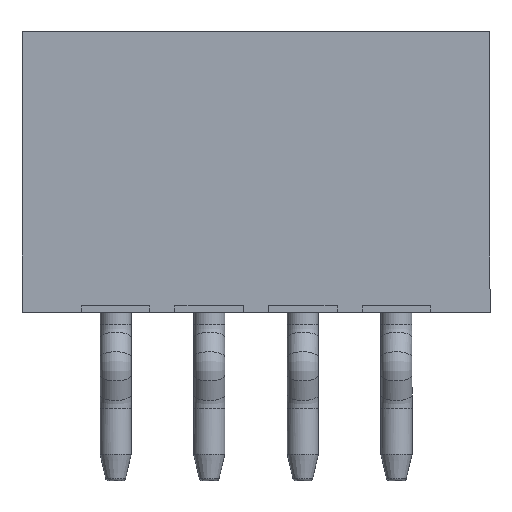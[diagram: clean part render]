
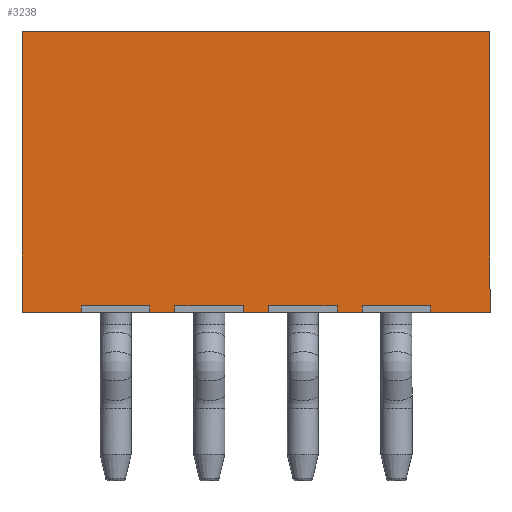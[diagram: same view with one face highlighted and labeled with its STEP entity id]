
A CAD part, front view. The second image highlights one B-rep face of the part: STEP entity #3238.
In plain terms, the highlighted face is planar.
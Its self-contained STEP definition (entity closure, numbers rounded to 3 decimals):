
#560=ORIENTED_EDGE('',*,*,#1075,.T.);
#561=ORIENTED_EDGE('',*,*,#877,.T.);
#562=ORIENTED_EDGE('',*,*,#875,.T.);
#563=ORIENTED_EDGE('',*,*,#872,.T.);
#564=ORIENTED_EDGE('',*,*,#1076,.T.);
#565=ORIENTED_EDGE('',*,*,#899,.T.);
#566=ORIENTED_EDGE('',*,*,#897,.T.);
#567=ORIENTED_EDGE('',*,*,#894,.T.);
#568=ORIENTED_EDGE('',*,*,#1077,.T.);
#569=ORIENTED_EDGE('',*,*,#921,.T.);
#570=ORIENTED_EDGE('',*,*,#919,.T.);
#571=ORIENTED_EDGE('',*,*,#916,.T.);
#572=ORIENTED_EDGE('',*,*,#1078,.T.);
#573=ORIENTED_EDGE('',*,*,#975,.T.);
#574=ORIENTED_EDGE('',*,*,#973,.T.);
#575=ORIENTED_EDGE('',*,*,#970,.T.);
#576=ORIENTED_EDGE('',*,*,#1079,.T.);
#577=ORIENTED_EDGE('',*,*,#1058,.F.);
#578=ORIENTED_EDGE('',*,*,#1052,.F.);
#579=ORIENTED_EDGE('',*,*,#1065,.T.);
#872=EDGE_CURVE('',#1208,#1209,#1456,.T.);
#875=EDGE_CURVE('',#1210,#1208,#1459,.T.);
#877=EDGE_CURVE('',#1211,#1210,#1461,.T.);
#894=EDGE_CURVE('',#1224,#1225,#1478,.T.);
#897=EDGE_CURVE('',#1226,#1224,#1481,.T.);
#899=EDGE_CURVE('',#1227,#1226,#1483,.T.);
#916=EDGE_CURVE('',#1240,#1241,#1500,.T.);
#919=EDGE_CURVE('',#1242,#1240,#1503,.T.);
#921=EDGE_CURVE('',#1243,#1242,#1505,.T.);
#970=EDGE_CURVE('',#1280,#1281,#1554,.T.);
#973=EDGE_CURVE('',#1282,#1280,#1557,.T.);
#975=EDGE_CURVE('',#1283,#1282,#1559,.T.);
#1052=EDGE_CURVE('',#1332,#1333,#1636,.T.);
#1058=EDGE_CURVE('',#1333,#1336,#1642,.T.);
#1065=EDGE_CURVE('',#1332,#1339,#1649,.T.);
#1075=EDGE_CURVE('',#1339,#1211,#1655,.T.);
#1076=EDGE_CURVE('',#1209,#1227,#1656,.T.);
#1077=EDGE_CURVE('',#1225,#1243,#1657,.T.);
#1078=EDGE_CURVE('',#1241,#1283,#1658,.T.);
#1079=EDGE_CURVE('',#1281,#1336,#1659,.T.);
#1208=VERTEX_POINT('',#4118);
#1209=VERTEX_POINT('',#4119);
#1210=VERTEX_POINT('',#4124);
#1211=VERTEX_POINT('',#4128);
#1224=VERTEX_POINT('',#4164);
#1225=VERTEX_POINT('',#4165);
#1226=VERTEX_POINT('',#4170);
#1227=VERTEX_POINT('',#4174);
#1240=VERTEX_POINT('',#4210);
#1241=VERTEX_POINT('',#4211);
#1242=VERTEX_POINT('',#4216);
#1243=VERTEX_POINT('',#4220);
#1280=VERTEX_POINT('',#4322);
#1281=VERTEX_POINT('',#4323);
#1282=VERTEX_POINT('',#4328);
#1283=VERTEX_POINT('',#4332);
#1332=VERTEX_POINT('',#4484);
#1333=VERTEX_POINT('',#4486);
#1336=VERTEX_POINT('',#4498);
#1339=VERTEX_POINT('',#4508);
#1456=LINE('',#4117,#1664);
#1459=LINE('',#4123,#1667);
#1461=LINE('',#4127,#1669);
#1478=LINE('',#4163,#1686);
#1481=LINE('',#4169,#1689);
#1483=LINE('',#4173,#1691);
#1500=LINE('',#4209,#1708);
#1503=LINE('',#4215,#1711);
#1505=LINE('',#4219,#1713);
#1554=LINE('',#4321,#1762);
#1557=LINE('',#4327,#1765);
#1559=LINE('',#4331,#1767);
#1636=LINE('',#4485,#1844);
#1642=LINE('',#4497,#1850);
#1649=LINE('',#4509,#1857);
#1655=LINE('',#4527,#1863);
#1656=LINE('',#4528,#1864);
#1657=LINE('',#4529,#1865);
#1658=LINE('',#4530,#1866);
#1659=LINE('',#4531,#1867);
#1664=VECTOR('',#3508,1000.);
#1667=VECTOR('',#3513,1000.);
#1669=VECTOR('',#3517,1000.);
#1686=VECTOR('',#3546,1000.);
#1689=VECTOR('',#3551,1000.);
#1691=VECTOR('',#3555,1000.);
#1708=VECTOR('',#3584,1000.);
#1711=VECTOR('',#3589,1000.);
#1713=VECTOR('',#3593,1000.);
#1762=VECTOR('',#3674,1000.);
#1765=VECTOR('',#3679,1000.);
#1767=VECTOR('',#3683,1000.);
#1844=VECTOR('',#3814,1000.);
#1850=VECTOR('',#3826,1000.);
#1857=VECTOR('',#3835,1000.);
#1863=VECTOR('',#3857,1000.);
#1864=VECTOR('',#3858,1000.);
#1865=VECTOR('',#3859,1000.);
#1866=VECTOR('',#3860,1000.);
#1867=VECTOR('',#3861,1000.);
#1948=EDGE_LOOP('',(#560,#561,#562,#563,#564,#565,#566,#567,#568,#569,#570,
#571,#572,#573,#574,#575,#576,#577,#578,#579));
#2114=FACE_BOUND('',#1948,.T.);
#2272=PLANE('',#3375);
#3238=ADVANCED_FACE('',(#2114),#2272,.T.);
#3375=AXIS2_PLACEMENT_3D('',#4526,#3855,#3856);
#3508=DIRECTION('',(0.,0.,-1.));
#3513=DIRECTION('',(-1.,0.,0.));
#3517=DIRECTION('',(0.,0.,1.));
#3546=DIRECTION('',(0.,0.,-1.));
#3551=DIRECTION('',(-1.,0.,0.));
#3555=DIRECTION('',(0.,0.,1.));
#3584=DIRECTION('',(0.,0.,-1.));
#3589=DIRECTION('',(-1.,0.,0.));
#3593=DIRECTION('',(0.,0.,1.));
#3674=DIRECTION('',(0.,0.,-1.));
#3679=DIRECTION('',(-1.,0.,0.));
#3683=DIRECTION('',(0.,0.,1.));
#3814=DIRECTION('',(-1.,0.,0.));
#3826=DIRECTION('',(0.,0.,-1.));
#3835=DIRECTION('',(0.,0.,-1.));
#3855=DIRECTION('',(0.,1.,0.));
#3856=DIRECTION('',(0.,0.,1.));
#3857=DIRECTION('',(-1.,0.,0.));
#3858=DIRECTION('',(-1.,0.,0.));
#3859=DIRECTION('',(-1.,0.,0.));
#3860=DIRECTION('',(-1.,0.,0.));
#3861=DIRECTION('',(-1.,0.,0.));
#4117=CARTESIAN_POINT('',(1.7,1.75,-2.15));
#4118=CARTESIAN_POINT('',(1.7,1.75,-2.15));
#4119=CARTESIAN_POINT('',(1.7,1.75,-2.25));
#4123=CARTESIAN_POINT('',(2.8,1.75,-2.15));
#4124=CARTESIAN_POINT('',(2.8,1.75,-2.15));
#4127=CARTESIAN_POINT('',(2.8,1.75,-2.25));
#4128=CARTESIAN_POINT('',(2.8,1.75,-2.25));
#4163=CARTESIAN_POINT('',(0.2,1.75,-2.15));
#4164=CARTESIAN_POINT('',(0.2,1.75,-2.15));
#4165=CARTESIAN_POINT('',(0.2,1.75,-2.25));
#4169=CARTESIAN_POINT('',(1.3,1.75,-2.15));
#4170=CARTESIAN_POINT('',(1.3,1.75,-2.15));
#4173=CARTESIAN_POINT('',(1.3,1.75,-2.25));
#4174=CARTESIAN_POINT('',(1.3,1.75,-2.25));
#4209=CARTESIAN_POINT('',(-1.3,1.75,-2.15));
#4210=CARTESIAN_POINT('',(-1.3,1.75,-2.15));
#4211=CARTESIAN_POINT('',(-1.3,1.75,-2.25));
#4215=CARTESIAN_POINT('',(-0.2,1.75,-2.15));
#4216=CARTESIAN_POINT('',(-0.2,1.75,-2.15));
#4219=CARTESIAN_POINT('',(-0.2,1.75,-2.25));
#4220=CARTESIAN_POINT('',(-0.2,1.75,-2.25));
#4321=CARTESIAN_POINT('',(-2.8,1.75,-2.15));
#4322=CARTESIAN_POINT('',(-2.8,1.75,-2.15));
#4323=CARTESIAN_POINT('',(-2.8,1.75,-2.25));
#4327=CARTESIAN_POINT('',(-1.7,1.75,-2.15));
#4328=CARTESIAN_POINT('',(-1.7,1.75,-2.15));
#4331=CARTESIAN_POINT('',(-1.7,1.75,-2.25));
#4332=CARTESIAN_POINT('',(-1.7,1.75,-2.25));
#4484=CARTESIAN_POINT('',(3.75,1.75,2.25));
#4485=CARTESIAN_POINT('',(3.75,1.75,2.25));
#4486=CARTESIAN_POINT('',(-3.75,1.75,2.25));
#4497=CARTESIAN_POINT('',(-3.75,1.75,2.25));
#4498=CARTESIAN_POINT('',(-3.75,1.75,-2.25));
#4508=CARTESIAN_POINT('',(3.75,1.75,-2.25));
#4509=CARTESIAN_POINT('',(3.75,1.75,2.25));
#4526=CARTESIAN_POINT('',(3.75,1.75,2.25));
#4527=CARTESIAN_POINT('',(3.75,1.75,-2.25));
#4528=CARTESIAN_POINT('',(3.75,1.75,-2.25));
#4529=CARTESIAN_POINT('',(3.75,1.75,-2.25));
#4530=CARTESIAN_POINT('',(3.75,1.75,-2.25));
#4531=CARTESIAN_POINT('',(3.75,1.75,-2.25));
